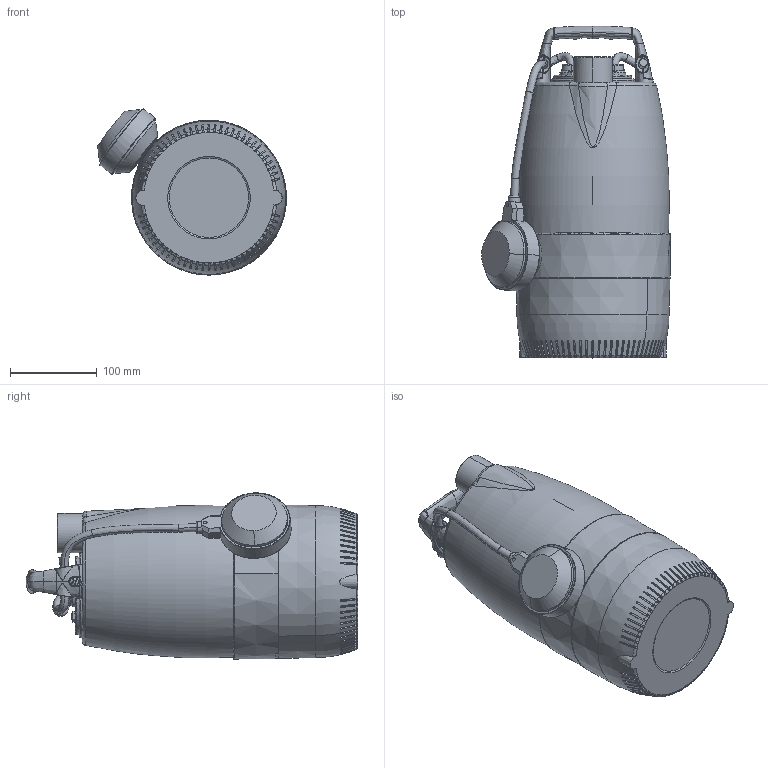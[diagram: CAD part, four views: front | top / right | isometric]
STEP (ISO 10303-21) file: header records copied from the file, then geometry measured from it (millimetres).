
FILE_DESCRIPTION (( 'STEP AP214' ), '1' );
FILE_NAME ('4.93.607.06swa01.step', '2022-01-21T14:43:17', ( '' ), ( '' ), 'SwSTEP 2.0', 'SolidWorks 2020', '' );
FILE_SCHEMA (( 'AUTOMOTIVE_DESIGN' ));
Length unit declared in the file: millimetre
Products named in the file (6): Copia di Fermacavo^4.93.607.06swa01; Copia di 188212^4.93.607.06swa01; Copia di Filtro^4.93.607.06swa01; Copia (2) di Fermacavo^4.93.607.06swa01; Copia di Distanziale^4.93.607.06swa01; 4.93.607.06swa01
Assembly tree (5 placements, depth 2):
  4.93.607.06swa01
    Copia di 188212^4.93.607.06swa01
    Copia di Fermacavo^4.93.607.06swa01
    Copia (2) di Fermacavo^4.93.607.06swa01
    Copia di Filtro^4.93.607.06swa01
    Copia di Distanziale^4.93.607.06swa01
Bounding box: 217.39 x 382.31 x 191.42 mm (x, y, z)
Volume: 7040990.3 mm3; surface area: 441524.8 mm2
Topology: 15 solids, 15 shells, 1912 faces, 5012 edges, 3135 vertices
Faces by surface type: plane 614, bspline 594, cylinder 544, torus 84, cone 64, sphere 12
Entity records: 202330 total; most frequent: CARTESIAN_POINT 162924, ORIENTED_EDGE 9988, DIRECTION 5183, EDGE_CURVE 4994, VERTEX_POINT 3135, B_SPLINE_CURVE_WITH_KNOTS 2695, EDGE_LOOP 1949, ADVANCED_FACE 1912
